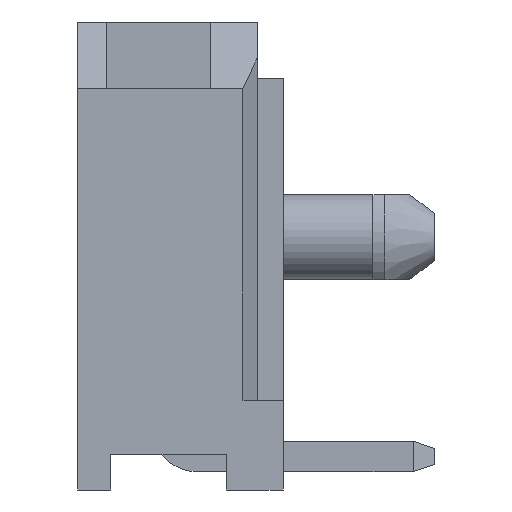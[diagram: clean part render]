
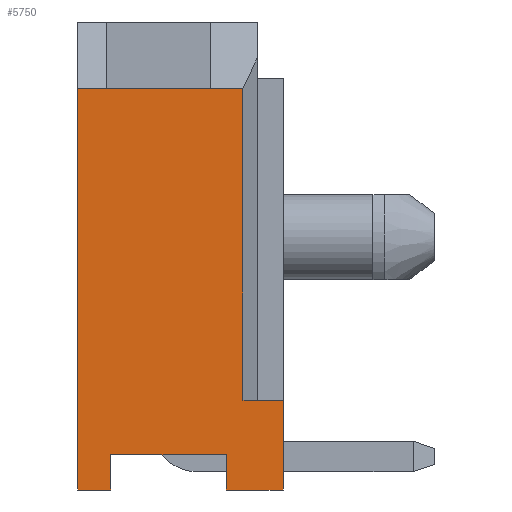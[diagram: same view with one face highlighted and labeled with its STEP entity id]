
A CAD part, left-side view. The second image highlights one B-rep face of the part: STEP entity #5750.
In plain terms, the highlighted planar face has unit normal (-1, 0, 0).
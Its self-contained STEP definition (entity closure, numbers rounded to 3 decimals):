
#613=DIRECTION('',(0.,-1.,0.));
#614=VECTOR('',#613,1.2);
#615=CARTESIAN_POINT('',(-12.325,1.2,-9.9));
#616=LINE('',#615,#614);
#641=DIRECTION('',(0.,-1.,0.));
#642=VECTOR('',#641,0.7);
#643=CARTESIAN_POINT('',(-12.325,4.35,-9.9));
#644=LINE('',#643,#642);
#921=DIRECTION('',(0.,0.,1.));
#922=VECTOR('',#921,0.75);
#923=CARTESIAN_POINT('',(-12.325,1.2,-9.9));
#924=LINE('',#923,#922);
#925=DIRECTION('',(0.,-1.,0.));
#926=VECTOR('',#925,2.45);
#927=CARTESIAN_POINT('',(-12.325,3.65,-9.15));
#928=LINE('',#927,#926);
#929=DIRECTION('',(0.,0.,1.));
#930=VECTOR('',#929,0.75);
#931=CARTESIAN_POINT('',(-12.325,3.65,-9.9));
#932=LINE('',#931,#930);
#933=DIRECTION('',(0.,0.,-1.));
#934=VECTOR('',#933,8.49);
#935=CARTESIAN_POINT('',(-12.325,4.35,-1.41));
#936=LINE('',#935,#934);
#937=DIRECTION('',(0.,-1.,0.));
#938=VECTOR('',#937,0.62);
#939=CARTESIAN_POINT('',(-12.325,4.35,-1.41));
#940=LINE('',#939,#938);
#941=DIRECTION('',(0.,1.,0.));
#942=VECTOR('',#941,2.2);
#943=CARTESIAN_POINT('',(-12.325,1.53,-1.41));
#944=LINE('',#943,#942);
#945=DIRECTION('',(0.,-1.,0.));
#946=VECTOR('',#945,0.68);
#947=CARTESIAN_POINT('',(-12.325,1.53,-1.41));
#948=LINE('',#947,#946);
#949=DIRECTION('',(0.,0.,-1.));
#950=VECTOR('',#949,6.59);
#951=CARTESIAN_POINT('',(-12.325,0.85,-1.41));
#952=LINE('',#951,#950);
#953=DIRECTION('',(0.,1.,0.));
#954=VECTOR('',#953,0.85);
#955=CARTESIAN_POINT('',(-12.325,0.,-8.));
#956=LINE('',#955,#954);
#1393=DIRECTION('',(0.,0.,-1.));
#1394=VECTOR('',#1393,1.9);
#1395=CARTESIAN_POINT('',(-12.325,0.,-8.));
#1396=LINE('',#1395,#1394);
#3553=CARTESIAN_POINT('',(-12.325,0.,-9.9));
#3555=VERTEX_POINT('',#3553);
#3561=CARTESIAN_POINT('',(-12.325,0.,-8.));
#3562=CARTESIAN_POINT('',(-12.325,0.85,-8.));
#3563=VERTEX_POINT('',#3561);
#3564=VERTEX_POINT('',#3562);
#3587=CARTESIAN_POINT('',(-12.325,4.35,-1.41));
#3588=VERTEX_POINT('',#3587);
#3593=CARTESIAN_POINT('',(-12.325,0.85,-1.41));
#3594=VERTEX_POINT('',#3593);
#3597=CARTESIAN_POINT('',(-12.325,4.35,-9.9));
#3598=VERTEX_POINT('',#3597);
#3650=CARTESIAN_POINT('',(-12.325,3.73,-1.41));
#3652=VERTEX_POINT('',#3650);
#3654=CARTESIAN_POINT('',(-12.325,1.53,-1.41));
#3656=VERTEX_POINT('',#3654);
#3677=CARTESIAN_POINT('',(-12.325,1.2,-9.9));
#3679=VERTEX_POINT('',#3677);
#3685=CARTESIAN_POINT('',(-12.325,1.2,-9.15));
#3686=VERTEX_POINT('',#3685);
#3687=CARTESIAN_POINT('',(-12.325,3.65,-9.9));
#3688=CARTESIAN_POINT('',(-12.325,3.65,-9.15));
#3689=VERTEX_POINT('',#3687);
#3690=VERTEX_POINT('',#3688);
#5723=CARTESIAN_POINT('',(-12.325,4.35,0.));
#5724=DIRECTION('',(-1.,0.,0.));
#5725=DIRECTION('',(0.,-1.,0.));
#5726=AXIS2_PLACEMENT_3D('',#5723,#5724,#5725);
#5727=PLANE('',#5726);
#5728=ORIENTED_EDGE('',*,*,#4868,.T.);
#5729=ORIENTED_EDGE('',*,*,#5050,.F.);
#5731=ORIENTED_EDGE('',*,*,#5730,.F.);
#5732=ORIENTED_EDGE('',*,*,#5455,.F.);
#5734=ORIENTED_EDGE('',*,*,#5733,.F.);
#5736=ORIENTED_EDGE('',*,*,#5735,.T.);
#5738=ORIENTED_EDGE('',*,*,#5737,.F.);
#5740=ORIENTED_EDGE('',*,*,#5739,.T.);
#5742=ORIENTED_EDGE('',*,*,#5741,.T.);
#5744=ORIENTED_EDGE('',*,*,#5743,.F.);
#5746=ORIENTED_EDGE('',*,*,#5745,.T.);
#5747=ORIENTED_EDGE('',*,*,#5423,.F.);
#5748=EDGE_LOOP('',(#5728,#5729,#5731,#5732,#5734,#5736,#5738,#5740,#5742,#5744,
#5746,#5747));
#5749=FACE_OUTER_BOUND('',#5748,.F.);
#4868=EDGE_CURVE('',#3679,#3686,#924,.T.);
#5050=EDGE_CURVE('',#3690,#3686,#928,.T.);
#5423=EDGE_CURVE('',#3679,#3555,#616,.T.);
#5455=EDGE_CURVE('',#3598,#3689,#644,.T.);
#5730=EDGE_CURVE('',#3689,#3690,#932,.T.);
#5733=EDGE_CURVE('',#3588,#3598,#936,.T.);
#5735=EDGE_CURVE('',#3588,#3652,#940,.T.);
#5737=EDGE_CURVE('',#3656,#3652,#944,.T.);
#5739=EDGE_CURVE('',#3656,#3594,#948,.T.);
#5741=EDGE_CURVE('',#3594,#3564,#952,.T.);
#5743=EDGE_CURVE('',#3563,#3564,#956,.T.);
#5745=EDGE_CURVE('',#3563,#3555,#1396,.T.);
#5750=ADVANCED_FACE('',(#5749),#5727,.T.);
